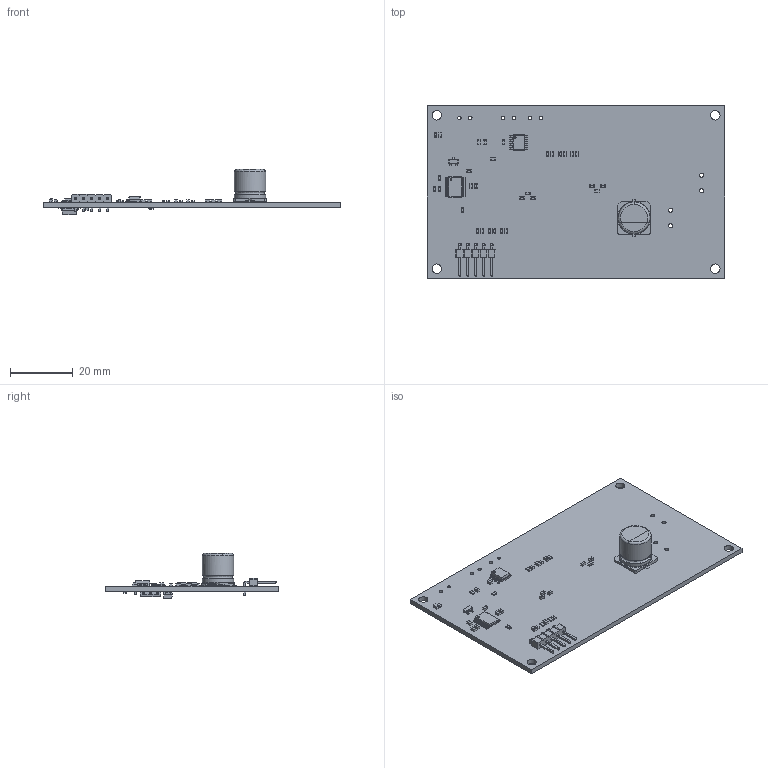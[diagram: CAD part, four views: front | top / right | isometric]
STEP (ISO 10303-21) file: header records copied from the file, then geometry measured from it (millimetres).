
FILE_DESCRIPTION(('KiCad electronic assembly'),'2;1');
FILE_NAME('R2D2-drive.step','2024-11-12T19:58:15',('Pcbnew'),('Kicad'), 'Open CASCADE STEP processor 7.8','KiCad to STEP converter','Unknown' );
FILE_SCHEMA(('AUTOMOTIVE_DESIGN { 1 0 10303 214 1 1 1 1 }'));
Length unit declared in the file: millimetre
Products named in the file (22): R2D2-drive 1; CP_Elec_10x10.5; CP_Elec_10x105; R_0603_1608Metric; C_0603_1608Metric; SOIC-8_3.9x4.9mm_P1.27mm; SOIC_8_39x49mm_P127mm; PinHeader_1x05_P2.54mm_Horizontal; PinHeader_1x05_P254mm_Horizontal; LED_0603_1608Metric; TSSOP-20_4.4x6.5mm_P0.65mm; TSSOP_20_44x65mm_P065mm; SOT-23; SOT_23; D_SMA; SOT-223; SOT_223; R2D2-drive_PCB
Assembly tree (52 placements, depth 3):
  R2D2-drive 1
    CP_Elec_10x10.5
      CP_Elec_10x105
    R_0603_1608Metric  x13
      R_0603_1608Metric
    C_0603_1608Metric  x20
      C_0603_1608Metric
    SOIC-8_3.9x4.9mm_P1.27mm
      SOIC_8_39x49mm_P127mm
    PinHeader_1x05_P2.54mm_Horizontal
      PinHeader_1x05_P254mm_Horizontal
    LED_0603_1608Metric
      LED_0603_1608Metric
    TSSOP-20_4.4x6.5mm_P0.65mm
      TSSOP_20_44x65mm_P065mm
    SOT-23
      SOT_23
    D_SMA
      D_SMA
    SOT-223
      SOT_223
    R2D2-drive_PCB
Bounding box: 95 x 55 x 14.42 mm (x, y, z)
Volume: 9367.6 mm3; surface area: 12431.5 mm2
Topology: 42 solids, 42 shells, 1840 faces, 4754 edges, 3053 vertices
Faces by surface type: plane 1172, cylinder 532, bspline 131, torus 4, revolution 1
Full cylindrical faces by diameter (mm): 0.5 x1, 0.6 x1, 1 x5, 1.1 x6, 1.3 x4, 3 x4, 10 x2
Entity records: 37231 total; most frequent: CARTESIAN_POINT 5936, ORIENTED_EDGE 5140, DIRECTION 4689, EDGE_CURVE 2570, LINE 2004, VECTOR 2004, VERTEX_POINT 1613, AXIS2_PLACEMENT_3D 1342
